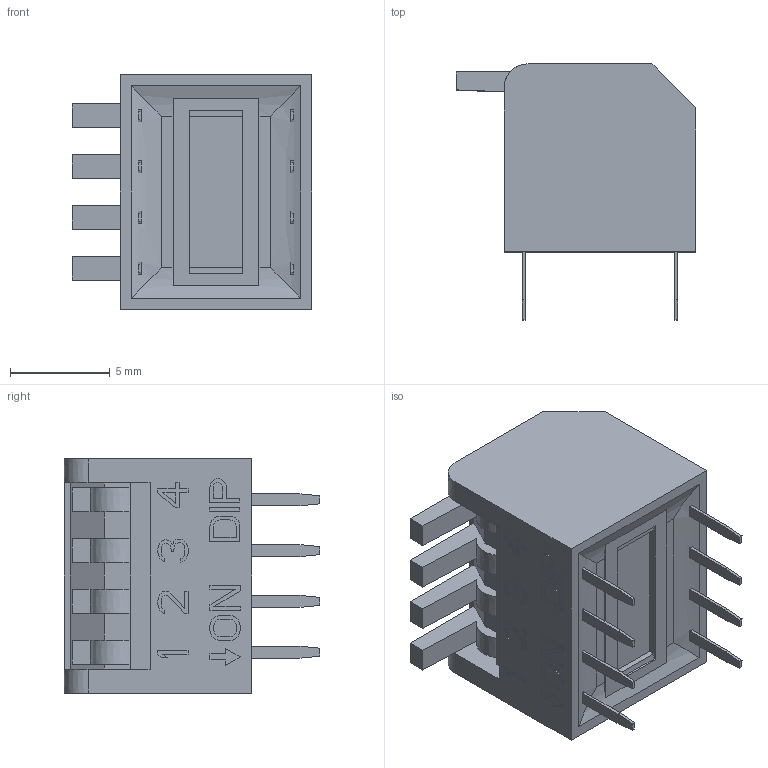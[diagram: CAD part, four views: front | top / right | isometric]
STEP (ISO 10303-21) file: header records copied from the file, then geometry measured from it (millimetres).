
FILE_DESCRIPTION((''),'2;1');
FILE_NAME('DP-04BP','2021-10-23T',('Administrator'),(''),'CREO PARAMETRIC BY PTC INC, 2018070','CREO PARAMETRIC BY PTC INC, 2018070','');
FILE_SCHEMA(('AUTOMOTIVE_DESIGN { 1 0 10303 214 1 1 1 1 }'));
Length unit declared in the file: millimetre
Products named in the file (1): DP-04BP
Bounding box: 12 x 12.8 x 11.72 mm (x, y, z)
Surface area: 744.2 mm2 (no closed solid volume)
Topology: 0 solids, 0 shells, 586 faces, 3288 edges, 3288 vertices
Faces by surface type: bspline 586
Entity records: 45882 total; most frequent: CARTESIAN_POINT 9632, DIRECTION 4920, TRIMMED_CURVE 4758, VECTOR 4596, LINE 4596, DEFINITIONAL_REPRESENTATION 3288, PCURVE 3288, COMPOSITE_CURVE_SEGMENT 3288
